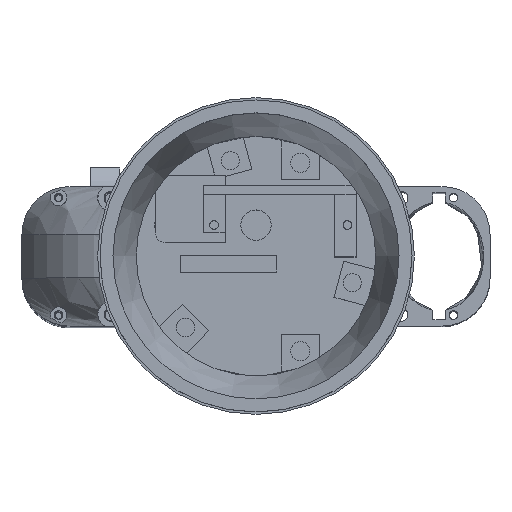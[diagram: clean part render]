
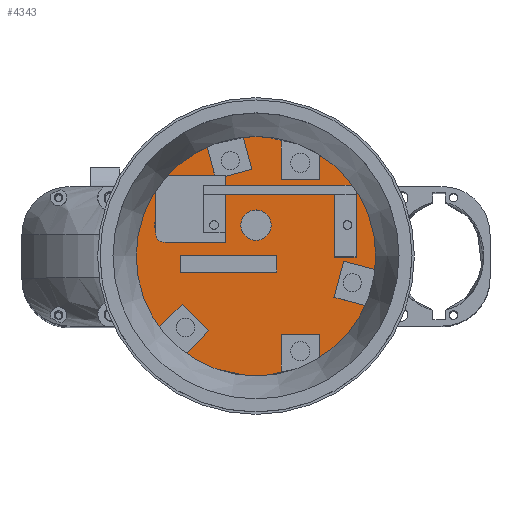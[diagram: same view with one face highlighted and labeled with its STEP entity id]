
A CAD part, top view. The second image highlights one B-rep face of the part: STEP entity #4343.
In plain terms, the highlighted planar face has unit normal (0, 0, 1).
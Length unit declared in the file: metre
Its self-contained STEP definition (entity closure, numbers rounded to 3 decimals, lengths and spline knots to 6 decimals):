
#449=LINE('',#7824,#762);
#450=LINE('',#7827,#763);
#451=LINE('',#7829,#764);
#452=LINE('',#7831,#765);
#453=LINE('',#7832,#766);
#454=LINE('',#7835,#767);
#455=LINE('',#7837,#768);
#456=LINE('',#7839,#769);
#457=LINE('',#7841,#770);
#458=LINE('',#7843,#771);
#459=LINE('',#7845,#772);
#460=LINE('',#7847,#773);
#762=VECTOR('',#5962,1.);
#763=VECTOR('',#5963,1.);
#764=VECTOR('',#5964,1.);
#765=VECTOR('',#5965,1.);
#766=VECTOR('',#5966,1.);
#767=VECTOR('',#5967,1.);
#768=VECTOR('',#5968,1.);
#769=VECTOR('',#5969,1.);
#770=VECTOR('',#5970,1.);
#771=VECTOR('',#5971,1.);
#772=VECTOR('',#5972,1.);
#773=VECTOR('',#5973,1.);
#1745=ORIENTED_EDGE('',*,*,#2418,.T.);
#1746=ORIENTED_EDGE('',*,*,#2419,.F.);
#1747=ORIENTED_EDGE('',*,*,#2420,.F.);
#1748=ORIENTED_EDGE('',*,*,#2421,.F.);
#1749=ORIENTED_EDGE('',*,*,#2422,.F.);
#1750=ORIENTED_EDGE('',*,*,#2423,.F.);
#1751=ORIENTED_EDGE('',*,*,#2424,.F.);
#1752=ORIENTED_EDGE('',*,*,#2425,.F.);
#1753=ORIENTED_EDGE('',*,*,#2426,.T.);
#1754=ORIENTED_EDGE('',*,*,#2427,.T.);
#1755=ORIENTED_EDGE('',*,*,#2428,.F.);
#1756=ORIENTED_EDGE('',*,*,#2429,.F.);
#1757=ORIENTED_EDGE('',*,*,#2430,.T.);
#1758=ORIENTED_EDGE('',*,*,#2431,.T.);
#1759=ORIENTED_EDGE('',*,*,#2432,.F.);
#1760=ORIENTED_EDGE('',*,*,#2433,.T.);
#1761=ORIENTED_EDGE('',*,*,#2434,.F.);
#1762=ORIENTED_EDGE('',*,*,#2435,.F.);
#1763=ORIENTED_EDGE('',*,*,#2436,.T.);
#1764=ORIENTED_EDGE('',*,*,#2437,.F.);
#2418=EDGE_CURVE('',#2862,#2862,#3088,.T.);
#2419=EDGE_CURVE('',#2863,#2863,#3089,.T.);
#2420=EDGE_CURVE('',#2864,#2864,#3090,.T.);
#2421=EDGE_CURVE('',#2865,#2865,#3091,.T.);
#2422=EDGE_CURVE('',#2866,#2866,#3092,.T.);
#2423=EDGE_CURVE('',#2867,#2867,#3093,.T.);
#2424=EDGE_CURVE('',#2868,#2868,#3094,.T.);
#2425=EDGE_CURVE('',#2869,#2869,#3095,.T.);
#2426=EDGE_CURVE('',#2870,#2871,#449,.T.);
#2427=EDGE_CURVE('',#2871,#2872,#450,.T.);
#2428=EDGE_CURVE('',#2873,#2872,#451,.T.);
#2429=EDGE_CURVE('',#2870,#2873,#452,.T.);
#2430=EDGE_CURVE('',#2874,#2875,#453,.T.);
#2431=EDGE_CURVE('',#2875,#2876,#454,.T.);
#2432=EDGE_CURVE('',#2877,#2876,#455,.T.);
#2433=EDGE_CURVE('',#2877,#2878,#456,.T.);
#2434=EDGE_CURVE('',#2879,#2878,#457,.T.);
#2435=EDGE_CURVE('',#2880,#2879,#458,.T.);
#2436=EDGE_CURVE('',#2880,#2881,#459,.T.);
#2437=EDGE_CURVE('',#2874,#2881,#460,.T.);
#2862=VERTEX_POINT('',#7809);
#2863=VERTEX_POINT('',#7811);
#2864=VERTEX_POINT('',#7813);
#2865=VERTEX_POINT('',#7815);
#2866=VERTEX_POINT('',#7817);
#2867=VERTEX_POINT('',#7819);
#2868=VERTEX_POINT('',#7821);
#2869=VERTEX_POINT('',#7823);
#2870=VERTEX_POINT('',#7825);
#2871=VERTEX_POINT('',#7826);
#2872=VERTEX_POINT('',#7828);
#2873=VERTEX_POINT('',#7830);
#2874=VERTEX_POINT('',#7833);
#2875=VERTEX_POINT('',#7834);
#2876=VERTEX_POINT('',#7836);
#2877=VERTEX_POINT('',#7838);
#2878=VERTEX_POINT('',#7840);
#2879=VERTEX_POINT('',#7842);
#2880=VERTEX_POINT('',#7844);
#2881=VERTEX_POINT('',#7846);
#3088=CIRCLE('',#4866,0.02815);
#3089=CIRCLE('',#4867,0.0019);
#3090=CIRCLE('',#4868,0.0019);
#3091=CIRCLE('',#4869,0.0019);
#3092=CIRCLE('',#4870,0.002);
#3093=CIRCLE('',#4871,0.002);
#3094=CIRCLE('',#4872,0.00315);
#3095=CIRCLE('',#4873,0.00315);
#3473=EDGE_LOOP('',(#1745));
#3474=EDGE_LOOP('',(#1746));
#3475=EDGE_LOOP('',(#1747));
#3476=EDGE_LOOP('',(#1748));
#3477=EDGE_LOOP('',(#1749));
#3478=EDGE_LOOP('',(#1750));
#3479=EDGE_LOOP('',(#1751));
#3480=EDGE_LOOP('',(#1752));
#3481=EDGE_LOOP('',(#1753,#1754,#1755,#1756));
#3482=EDGE_LOOP('',(#1757,#1758,#1759,#1760,#1761,#1762,#1763,#1764));
#3919=FACE_BOUND('',#3473,.T.);
#3920=FACE_BOUND('',#3474,.T.);
#3921=FACE_BOUND('',#3475,.T.);
#3922=FACE_BOUND('',#3476,.T.);
#3923=FACE_BOUND('',#3477,.T.);
#3924=FACE_BOUND('',#3478,.T.);
#3925=FACE_BOUND('',#3479,.T.);
#3926=FACE_BOUND('',#3480,.T.);
#3927=FACE_BOUND('',#3481,.T.);
#3928=FACE_BOUND('',#3482,.T.);
#4107=PLANE('',#4865);
#4343=ADVANCED_FACE('',(#3919,#3920,#3921,#3922,#3923,#3924,#3925,#3926,
#3927,#3928),#4107,.T.);
#4865=AXIS2_PLACEMENT_3D('',#7807,#5944,#5945);
#4866=AXIS2_PLACEMENT_3D('',#7808,#5946,#5947);
#4867=AXIS2_PLACEMENT_3D('',#7810,#5948,#5949);
#4868=AXIS2_PLACEMENT_3D('',#7812,#5950,#5951);
#4869=AXIS2_PLACEMENT_3D('',#7814,#5952,#5953);
#4870=AXIS2_PLACEMENT_3D('',#7816,#5954,#5955);
#4871=AXIS2_PLACEMENT_3D('',#7818,#5956,#5957);
#4872=AXIS2_PLACEMENT_3D('',#7820,#5958,#5959);
#4873=AXIS2_PLACEMENT_3D('',#7822,#5960,#5961);
#5944=DIRECTION('',(0.,0.,1.));
#5945=DIRECTION('',(1.,0.,0.));
#5946=DIRECTION('',(0.,0.,1.));
#5947=DIRECTION('',(1.,0.,0.));
#5948=DIRECTION('',(0.,0.,1.));
#5949=DIRECTION('',(1.,0.,0.));
#5950=DIRECTION('',(0.,0.,1.));
#5951=DIRECTION('',(1.,0.,0.));
#5952=DIRECTION('',(0.,0.,1.));
#5953=DIRECTION('',(1.,0.,0.));
#5954=DIRECTION('',(0.,0.,1.));
#5955=DIRECTION('',(1.,0.,0.));
#5956=DIRECTION('',(0.,0.,1.));
#5957=DIRECTION('',(1.,0.,0.));
#5958=DIRECTION('',(0.,0.,1.));
#5959=DIRECTION('',(1.,0.,0.));
#5960=DIRECTION('',(0.,0.,1.));
#5961=DIRECTION('',(1.,0.,0.));
#5962=DIRECTION('',(0.,1.,0.));
#5963=DIRECTION('',(1.,0.,0.));
#5964=DIRECTION('',(0.,1.,0.));
#5965=DIRECTION('',(1.,0.,0.));
#5966=DIRECTION('',(1.,0.,0.));
#5967=DIRECTION('',(0.,-1.,0.));
#5968=DIRECTION('',(1.,0.,0.));
#5969=DIRECTION('',(0.,1.,0.));
#5970=DIRECTION('',(1.,0.,0.));
#5971=DIRECTION('',(0.,1.,0.));
#5972=DIRECTION('',(-1.,0.,0.));
#5973=DIRECTION('',(0.,-1.,0.));
#7807=CARTESIAN_POINT('',(0.,0.,0.036));
#7808=CARTESIAN_POINT('',(0.,0.,0.036));
#7809=CARTESIAN_POINT('',(0.02815,0.,0.036));
#7810=CARTESIAN_POINT('',(0.020056,-0.005374,0.036));
#7811=CARTESIAN_POINT('',(0.021956,-0.005374,0.036));
#7812=CARTESIAN_POINT('',(-0.014682,-0.014682,0.036));
#7813=CARTESIAN_POINT('',(-0.012782,-0.014682,0.036));
#7814=CARTESIAN_POINT('',(-0.005374,0.020056,0.036));
#7815=CARTESIAN_POINT('',(-0.003474,0.020056,0.036));
#7816=CARTESIAN_POINT('',(0.009236,-0.01963,0.036));
#7817=CARTESIAN_POINT('',(0.011236,-0.01963,0.036));
#7818=CARTESIAN_POINT('',(0.009236,0.01963,0.036));
#7819=CARTESIAN_POINT('',(0.011236,0.01963,0.036));
#7820=CARTESIAN_POINT('',(-0.018,0.00665,0.036));
#7821=CARTESIAN_POINT('',(-0.01485,0.00665,0.036));
#7822=CARTESIAN_POINT('',(0.,0.00665,0.036));
#7823=CARTESIAN_POINT('',(0.00315,0.00665,0.036));
#7824=CARTESIAN_POINT('',(-0.01565,-0.00215,0.036));
#7825=CARTESIAN_POINT('',(-0.01565,-0.00315,0.036));
#7826=CARTESIAN_POINT('',(-0.01565,-0.00115,0.036));
#7827=CARTESIAN_POINT('',(-0.00565,-0.00115,0.036));
#7828=CARTESIAN_POINT('',(0.00435,-0.00115,0.036));
#7829=CARTESIAN_POINT('',(0.00435,-0.00215,0.036));
#7830=CARTESIAN_POINT('',(0.00435,-0.00315,0.036));
#7831=CARTESIAN_POINT('',(-0.00565,-0.00315,0.036));
#7832=CARTESIAN_POINT('',(0.01859,0.01495,0.036));
#7833=CARTESIAN_POINT('',(-0.010926,0.01495,0.036));
#7834=CARTESIAN_POINT('',(0.02084,0.01495,0.036));
#7835=CARTESIAN_POINT('',(0.02084,0.014125,0.036));
#7836=CARTESIAN_POINT('',(0.02084,0.,0.036));
#7837=CARTESIAN_POINT('',(0.01859,0.,0.036));
#7838=CARTESIAN_POINT('',(0.01634,0.,0.036));
#7839=CARTESIAN_POINT('',(0.01634,0.006475,0.036));
#7840=CARTESIAN_POINT('',(0.01634,0.01295,0.036));
#7841=CARTESIAN_POINT('',(0.004957,0.01295,0.036));
#7842=CARTESIAN_POINT('',(-0.006426,0.01295,0.036));
#7843=CARTESIAN_POINT('',(-0.006426,0.008975,0.036));
#7844=CARTESIAN_POINT('',(-0.006426,0.005,0.036));
#7845=CARTESIAN_POINT('',(-0.008676,0.005,0.036));
#7846=CARTESIAN_POINT('',(-0.010926,0.005,0.036));
#7847=CARTESIAN_POINT('',(-0.010926,0.014125,0.036));
